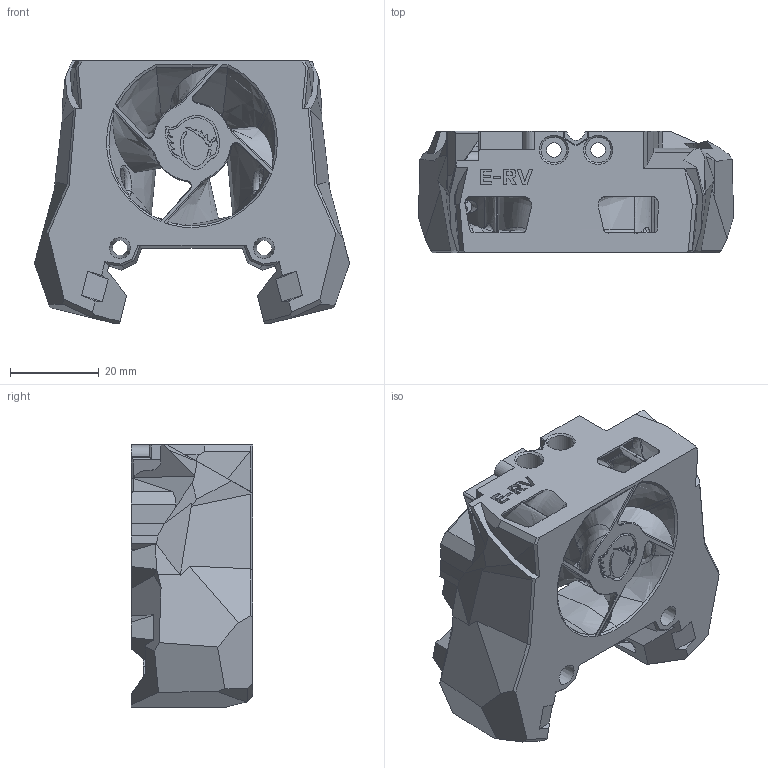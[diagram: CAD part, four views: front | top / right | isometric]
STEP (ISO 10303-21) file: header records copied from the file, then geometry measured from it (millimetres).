
FILE_DESCRIPTION(/* description */ (''),/* implementation_level */ '2;1');
FILE_NAME(/* name */ 'SB_RevoVoron_front.step',/* time_stamp */ '2023-06-01T18:59:20+01:00',/* author */ (''),/* organization */ (''),/* preprocessor_version */ 'ST-DEVELOPER v19.2',/* originating_system */ 'Autodesk Translation Framework v12.4.0.73',/* authorisation */ '');
FILE_SCHEMA (('AUTOMOTIVE_DESIGN { 1 0 10303 214 3 1 1 }'));
Products named in the file (2): Revo; Stealthburner_Printhead_RevoVoron v1
Assembly tree (1 placements, depth 2):
  Revo
    Stealthburner_Printhead_RevoVoron v1
Bounding box: 71.07 x 27.4 x 59.13 mm (x, y, z)
Volume: 43415.2 mm3; surface area: 24261.9 mm2
Topology: 1 solids, 1 shells, 755 faces, 2272 edges, 1500 vertices
Faces by surface type: bspline 334, plane 323, cylinder 71, cone 27
Full cylindrical faces by diameter (mm): 3.305 x2, 3.4 x2, 4.6 x2, 4.7 x3, 5.8 x2
Entity records: 55781 total; most frequent: CARTESIAN_POINT 37939, ORIENTED_EDGE 4490, DIRECTION 2448, EDGE_CURVE 2245, VERTEX_POINT 1500, LINE 1088, VECTOR 1088, B_SPLINE_CURVE_WITH_KNOTS 899
